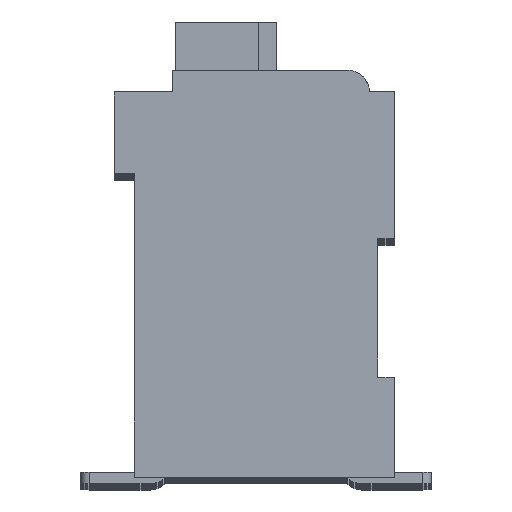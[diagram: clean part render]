
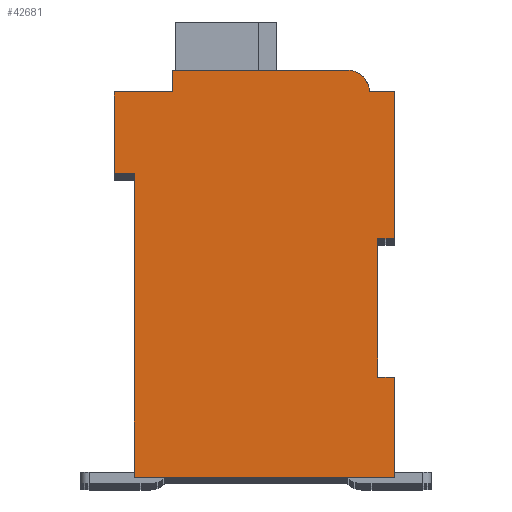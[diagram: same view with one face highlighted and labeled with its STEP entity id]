
A CAD part, top view. The second image highlights one B-rep face of the part: STEP entity #42681.
In plain terms, the highlighted planar face has unit normal (0, 0, 1).
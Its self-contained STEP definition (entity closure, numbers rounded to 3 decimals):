
#9970=DIRECTION('',(1.,0.,0.));
#9971=VECTOR('',#9970,0.5);
#9972=CARTESIAN_POINT('',(7.3,7.15,2.1));
#9973=LINE('',#9972,#9971);
#9974=DIRECTION('',(0.,1.,0.));
#9975=VECTOR('',#9974,4.15);
#9976=CARTESIAN_POINT('',(7.3,3.,2.1));
#9977=LINE('',#9976,#9975);
#9978=DIRECTION('',(-1.,0.,0.));
#9979=VECTOR('',#9978,0.5);
#9980=CARTESIAN_POINT('',(7.8,3.,2.1));
#9981=LINE('',#9980,#9979);
#9982=DIRECTION('',(0.,1.,0.));
#9983=VECTOR('',#9982,3.);
#9984=CARTESIAN_POINT('',(7.8,0.,2.1));
#9985=LINE('',#9984,#9983);
#9986=DIRECTION('',(1.,0.,0.));
#9987=VECTOR('',#9986,7.8);
#9988=CARTESIAN_POINT('',(0.,0.,2.1));
#9989=LINE('',#9988,#9987);
#9990=DIRECTION('',(0.,-1.,0.));
#9991=VECTOR('',#9990,9.1);
#9992=CARTESIAN_POINT('',(0.,9.1,2.1));
#9993=LINE('',#9992,#9991);
#9994=DIRECTION('',(1.,0.,0.));
#9995=VECTOR('',#9994,0.6);
#9996=CARTESIAN_POINT('',(-0.6,9.1,2.1));
#9997=LINE('',#9996,#9995);
#9998=DIRECTION('',(0.,-1.,0.));
#9999=VECTOR('',#9998,2.45);
#10000=CARTESIAN_POINT('',(-0.6,11.55,2.1));
#10001=LINE('',#10000,#9999);
#10002=DIRECTION('',(-1.,0.,0.));
#10003=VECTOR('',#10002,1.75);
#10004=CARTESIAN_POINT('',(1.15,11.55,2.1));
#10005=LINE('',#10004,#10003);
#10006=DIRECTION('',(0.,-1.,0.));
#10007=VECTOR('',#10006,0.65);
#10008=CARTESIAN_POINT('',(1.15,12.2,2.1));
#10009=LINE('',#10008,#10007);
#10010=DIRECTION('',(-1.,0.,0.));
#10011=VECTOR('',#10010,5.25);
#10012=CARTESIAN_POINT('',(6.4,12.2,2.1));
#10013=LINE('',#10012,#10011);
#10014=CARTESIAN_POINT('',(6.4,11.55,2.1));
#10015=DIRECTION('',(0.,0.,1.));
#10016=DIRECTION('',(1.,0.,0.));
#10017=AXIS2_PLACEMENT_3D('',#10014,#10015,#10016);
#10019=DIRECTION('',(-1.,0.,0.));
#10020=VECTOR('',#10019,0.75);
#10021=CARTESIAN_POINT('',(7.8,11.55,2.1));
#10022=LINE('',#10021,#10020);
#10023=DIRECTION('',(0.,1.,0.));
#10024=VECTOR('',#10023,4.4);
#10025=CARTESIAN_POINT('',(7.8,7.15,2.1));
#10026=LINE('',#10025,#10024);
#25409=CARTESIAN_POINT('',(7.3,7.15,2.1));
#25410=CARTESIAN_POINT('',(7.8,7.15,2.1));
#25411=VERTEX_POINT('',#25409);
#25412=VERTEX_POINT('',#25410);
#25413=CARTESIAN_POINT('',(7.8,11.55,2.1));
#25414=VERTEX_POINT('',#25413);
#25415=CARTESIAN_POINT('',(7.05,11.55,2.1));
#25416=VERTEX_POINT('',#25415);
#25417=CARTESIAN_POINT('',(6.4,12.2,2.1));
#25418=VERTEX_POINT('',#25417);
#25419=CARTESIAN_POINT('',(1.15,12.2,2.1));
#25420=VERTEX_POINT('',#25419);
#25421=CARTESIAN_POINT('',(1.15,11.55,2.1));
#25422=VERTEX_POINT('',#25421);
#25423=CARTESIAN_POINT('',(-0.6,11.55,2.1));
#25424=VERTEX_POINT('',#25423);
#25425=CARTESIAN_POINT('',(-0.6,9.1,2.1));
#25426=VERTEX_POINT('',#25425);
#25427=CARTESIAN_POINT('',(0.,9.1,2.1));
#25428=VERTEX_POINT('',#25427);
#25429=CARTESIAN_POINT('',(0.,0.,2.1));
#25430=VERTEX_POINT('',#25429);
#25431=CARTESIAN_POINT('',(7.8,0.,2.1));
#25432=VERTEX_POINT('',#25431);
#25433=CARTESIAN_POINT('',(7.8,3.,2.1));
#25434=VERTEX_POINT('',#25433);
#25435=CARTESIAN_POINT('',(7.3,3.,2.1));
#25436=VERTEX_POINT('',#25435);
#42660=CARTESIAN_POINT('',(0.,0.,2.1));
#42661=DIRECTION('',(0.,0.,1.));
#42662=DIRECTION('',(1.,0.,0.));
#42663=AXIS2_PLACEMENT_3D('',#42660,#42661,#42662);
#42664=PLANE('',#42663);
#42665=ORIENTED_EDGE('',*,*,#33414,.F.);
#42666=ORIENTED_EDGE('',*,*,#34538,.F.);
#42667=ORIENTED_EDGE('',*,*,#35492,.F.);
#42668=ORIENTED_EDGE('',*,*,#36147,.F.);
#42669=ORIENTED_EDGE('',*,*,#36902,.F.);
#42670=ORIENTED_EDGE('',*,*,#37895,.F.);
#42671=ORIENTED_EDGE('',*,*,#38632,.F.);
#42672=ORIENTED_EDGE('',*,*,#39001,.F.);
#42673=ORIENTED_EDGE('',*,*,#39561,.F.);
#42674=ORIENTED_EDGE('',*,*,#40620,.F.);
#42675=ORIENTED_EDGE('',*,*,#41460,.F.);
#42676=ORIENTED_EDGE('',*,*,#39612,.F.);
#42677=ORIENTED_EDGE('',*,*,#40341,.F.);
#42678=ORIENTED_EDGE('',*,*,#34433,.F.);
#42679=EDGE_LOOP('',(#42665,#42666,#42667,#42668,#42669,#42670,#42671,#42672,
#42673,#42674,#42675,#42676,#42677,#42678));
#42680=FACE_OUTER_BOUND('',#42679,.F.);
#10018=CIRCLE('',#10017,0.65);
#33414=EDGE_CURVE('',#25411,#25412,#9973,.T.);
#34433=EDGE_CURVE('',#25412,#25414,#10026,.T.);
#34538=EDGE_CURVE('',#25436,#25411,#9977,.T.);
#35492=EDGE_CURVE('',#25434,#25436,#9981,.T.);
#36147=EDGE_CURVE('',#25432,#25434,#9985,.T.);
#36902=EDGE_CURVE('',#25430,#25432,#9989,.T.);
#37895=EDGE_CURVE('',#25428,#25430,#9993,.T.);
#38632=EDGE_CURVE('',#25426,#25428,#9997,.T.);
#39001=EDGE_CURVE('',#25424,#25426,#10001,.T.);
#39561=EDGE_CURVE('',#25422,#25424,#10005,.T.);
#39612=EDGE_CURVE('',#25416,#25418,#10018,.T.);
#40341=EDGE_CURVE('',#25414,#25416,#10022,.T.);
#40620=EDGE_CURVE('',#25420,#25422,#10009,.T.);
#41460=EDGE_CURVE('',#25418,#25420,#10013,.T.);
#42681=ADVANCED_FACE('',(#42680),#42664,.T.);
